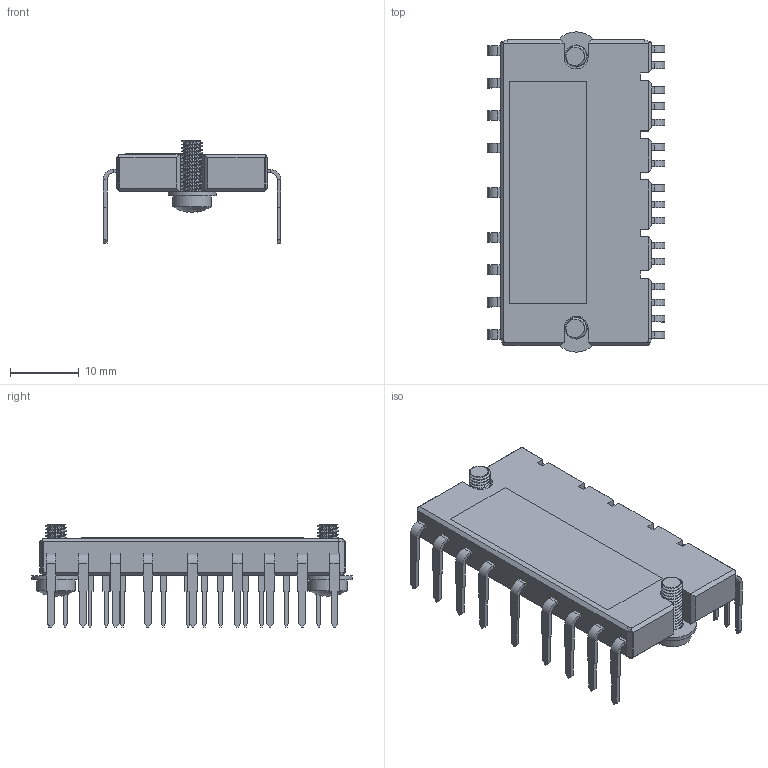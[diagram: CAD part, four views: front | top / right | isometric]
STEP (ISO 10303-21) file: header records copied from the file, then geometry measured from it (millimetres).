
FILE_DESCRIPTION(('FreeCAD Model'),'2;1');
FILE_NAME('ST_SDIP-25L.step' ,'2020-06-15T22:17:28',('kicad StepUp'),('ksu MCAD'), 'Open CASCADE STEP processor 7.3','FreeCAD','Unknown');
FILE_SCHEMA(('AUTOMOTIVE_DESIGN { 1 0 10303 214 1 1 1 1 }'));
Length unit declared in the file: millimetre
Products named in the file (1): ST_SDIP-25L
Bounding box: 25.75 x 46.5 x 14.85 mm (x, y, z)
Volume: 5759.4 mm3; surface area: 4935.6 mm2
Topology: 31 solids, 31 shells, 786 faces, 1802 edges, 1078 vertices
Faces by surface type: plane 572, bspline 140, cylinder 60, cone 10, revolution 2, sphere 2
Full cylindrical faces by diameter (mm): 3 x2, 3.2 x2, 5.6 x2, 7 x2
Entity records: 37334 total; most frequent: CARTESIAN_POINT 15241, ORIENTED_EDGE 3600, DIRECTION 3022, EDGE_CURVE 1800, LINE 1286, VECTOR 1286, VERTEX_POINT 1078, AXIS2_PLACEMENT_3D 867
